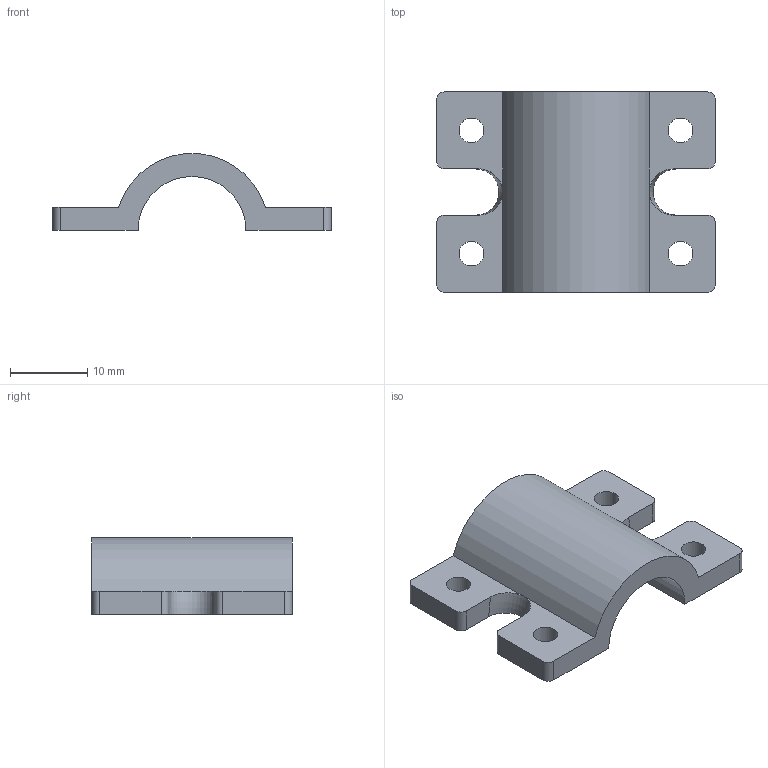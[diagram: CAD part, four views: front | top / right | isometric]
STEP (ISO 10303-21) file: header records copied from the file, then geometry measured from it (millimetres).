
FILE_DESCRIPTION(/* description */ (''),/* implementation_level */ '2;1');
FILE_NAME(/* name */ 'RA-03_MotorBracketAltUpper.step',/* time_stamp */ '2026-02-13T12:48:28+01:00',/* author */ (''),/* organization */ (''),/* preprocessor_version */ 'ST-DEVELOPER v20.1',/* originating_system */ 'Autodesk Translation Framework v14.24.0.0',/* authorisation */ '');
FILE_SCHEMA (('AUTOMOTIVE_DESIGN { 1 0 10303 214 3 1 1 }'));
Length unit declared in the file: millimetre
Products named in the file (1): RA-03_MotorBracketAltUnder
Bounding box: 36.15 x 26 x 9.96 mm (x, y, z)
Volume: 2992 mm3; surface area: 2607.5 mm2
Topology: 1 solids, 1 shells, 32 faces, 88 edges, 58 vertices
Faces by surface type: plane 16, cylinder 14, torus 2
Full cylindrical faces by diameter (mm): 3.2 x4
Entity records: 1114 total; most frequent: CARTESIAN_POINT 215, DIRECTION 184, ORIENTED_EDGE 176, EDGE_CURVE 88, AXIS2_PLACEMENT_3D 67, VERTEX_POINT 58, LINE 50, VECTOR 50
